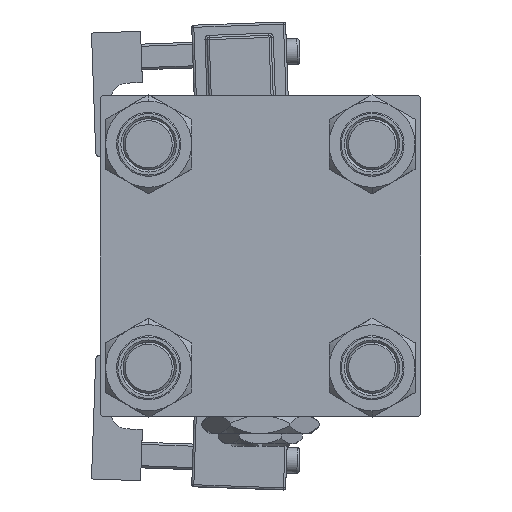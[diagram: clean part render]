
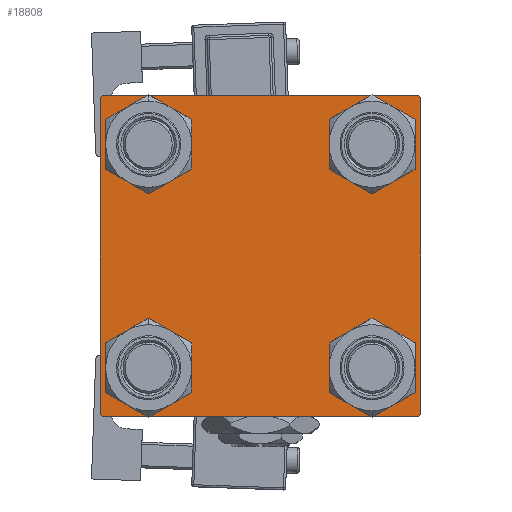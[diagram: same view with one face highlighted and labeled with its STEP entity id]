
A CAD part, left-side view. The second image highlights one B-rep face of the part: STEP entity #18808.
In plain terms, the highlighted planar face has unit normal (-1, 0, 0).
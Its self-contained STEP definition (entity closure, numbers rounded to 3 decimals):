
#1468 = EDGE_CURVE ( 'NONE', #48640, #29220, #46262, .T. ) ;
#1722 = AXIS2_PLACEMENT_3D ( 'NONE', #37342, #41890, #7713 ) ;
#1827 = CARTESIAN_POINT ( 'NONE',  ( 0., 26.15, -26.15 ) ) ;
#2390 = DIRECTION ( 'NONE',  ( 0., 0., 1. ) ) ;
#2517 = EDGE_CURVE ( 'NONE', #34492, #12068, #3265, .T. ) ;
#3160 = DIRECTION ( 'NONE',  ( 0., -0.707, -0.707 ) ) ;
#3236 = ORIENTED_EDGE ( 'NONE', *, *, #52584, .F. ) ;
#3265 = LINE ( 'NONE', #15813, #5376 ) ;
#3922 = DIRECTION ( 'NONE',  ( 1., 0., 0. ) ) ;
#4253 = CARTESIAN_POINT ( 'NONE',  ( 0., 37.5, 37.5 ) ) ;
#4454 = VERTEX_POINT ( 'NONE', #53282 ) ;
#4596 = DIRECTION ( 'NONE',  ( 0., -1., 0. ) ) ;
#4689 = VECTOR ( 'NONE', #4726, 1000. ) ;
#4726 = DIRECTION ( 'NONE',  ( 0., 0., -1. ) ) ;
#5376 = VECTOR ( 'NONE', #25467, 1000. ) ;
#6310 = ORIENTED_EDGE ( 'NONE', *, *, #31964, .T. ) ;
#6973 = ORIENTED_EDGE ( 'NONE', *, *, #15652, .T. ) ;
#7127 = VERTEX_POINT ( 'NONE', #51487 ) ;
#7398 = CARTESIAN_POINT ( 'NONE',  ( 0., -26.15, -26.15 ) ) ;
#7713 = DIRECTION ( 'NONE',  ( 0., 0., 1. ) ) ;
#7803 = CIRCLE ( 'NONE', #41442, 6.5 ) ;
#7939 = DIRECTION ( 'NONE',  ( 0., 0., 1. ) ) ;
#8550 = CARTESIAN_POINT ( 'NONE',  ( 0., 37., -37.5 ) ) ;
#9568 = DIRECTION ( 'NONE',  ( 1., 0., 0. ) ) ;
#9651 = EDGE_LOOP ( 'NONE', ( #17173, #41347 ) ) ;
#9680 = ORIENTED_EDGE ( 'NONE', *, *, #25831, .T. ) ;
#9764 = CARTESIAN_POINT ( 'NONE',  ( 0., 26.15, -32.65 ) ) ;
#9899 = VECTOR ( 'NONE', #3160, 1000. ) ;
#9918 = EDGE_CURVE ( 'NONE', #47247, #12068, #21819, .T. ) ;
#10019 = VECTOR ( 'NONE', #19287, 1000. ) ;
#10272 = DIRECTION ( 'NONE',  ( 0., 0., 1. ) ) ;
#10488 = CARTESIAN_POINT ( 'NONE',  ( 0., -37.5, 37. ) ) ;
#10816 = CARTESIAN_POINT ( 'NONE',  ( 0., -37., -37.5 ) ) ;
#11645 = FACE_BOUND ( 'NONE', #25035, .T. ) ;
#11966 = EDGE_CURVE ( 'NONE', #27102, #35198, #50369, .T. ) ;
#12068 = VERTEX_POINT ( 'NONE', #48829 ) ;
#12269 = CARTESIAN_POINT ( 'NONE',  ( 0., 26.15, 19.65 ) ) ;
#12971 = VERTEX_POINT ( 'NONE', #32622 ) ;
#13141 = LINE ( 'NONE', #51544, #46103 ) ;
#13220 = DIRECTION ( 'NONE',  ( 1., 0., 0. ) ) ;
#14057 = CARTESIAN_POINT ( 'NONE',  ( 0., 26.15, 26.15 ) ) ;
#14431 = EDGE_LOOP ( 'NONE', ( #29131, #9680, #18625, #32256, #43333, #51046, #3236, #6310 ) ) ;
#15154 = LINE ( 'NONE', #40753, #16343 ) ;
#15592 = LINE ( 'NONE', #53684, #10019 ) ;
#15649 = DIRECTION ( 'NONE',  ( -1., 0., 0. ) ) ;
#15652 = EDGE_CURVE ( 'NONE', #52336, #26594, #7803, .T. ) ;
#15813 = CARTESIAN_POINT ( 'NONE',  ( 0., -37.25, -37.25 ) ) ;
#16210 = CARTESIAN_POINT ( 'NONE',  ( 0., 26.15, 32.65 ) ) ;
#16343 = VECTOR ( 'NONE', #49841, 1000. ) ;
#16759 = FACE_BOUND ( 'NONE', #9651, .T. ) ;
#17021 = DIRECTION ( 'NONE',  ( 0., 0., 1. ) ) ;
#17173 = ORIENTED_EDGE ( 'NONE', *, *, #20006, .T. ) ;
#17404 = EDGE_LOOP ( 'NONE', ( #30788, #40765 ) ) ;
#17439 = EDGE_CURVE ( 'NONE', #52389, #38848, #44994, .T. ) ;
#17621 = CARTESIAN_POINT ( 'NONE',  ( 0., -26.15, 32.65 ) ) ;
#18062 = ORIENTED_EDGE ( 'NONE', *, *, #1468, .T. ) ;
#18151 = VECTOR ( 'NONE', #18466, 1000. ) ;
#18466 = DIRECTION ( 'NONE',  ( 0., 0., -1. ) ) ;
#18625 = ORIENTED_EDGE ( 'NONE', *, *, #46650, .T. ) ;
#18808 = ADVANCED_FACE ( 'NONE', ( #25299, #11645, #46630, #16759, #19905 ), #20463, .T. ) ;
#18872 = CARTESIAN_POINT ( 'NONE',  ( 0., -37., 37.5 ) ) ;
#19203 = DIRECTION ( 'NONE',  ( 1., 0., 0. ) ) ;
#19287 = DIRECTION ( 'NONE',  ( 0., 0.707, -0.707 ) ) ;
#19905 = FACE_OUTER_BOUND ( 'NONE', #14431, .T. ) ;
#20006 = EDGE_CURVE ( 'NONE', #38848, #52389, #40575, .T. ) ;
#20463 = PLANE ( 'NONE',  #31426 ) ;
#20789 = AXIS2_PLACEMENT_3D ( 'NONE', #1827, #19203, #2390 ) ;
#21479 = EDGE_CURVE ( 'NONE', #26594, #52336, #52396, .T. ) ;
#21819 = LINE ( 'NONE', #53051, #4689 ) ;
#21904 = LINE ( 'NONE', #4253, #18151 ) ;
#23374 = DIRECTION ( 'NONE',  ( 1., 0., 0. ) ) ;
#24149 = AXIS2_PLACEMENT_3D ( 'NONE', #14057, #13220, #31412 ) ;
#24932 = DIRECTION ( 'NONE',  ( 0., 0., 1. ) ) ;
#25019 = CARTESIAN_POINT ( 'NONE',  ( 0., 0., 0. ) ) ;
#25035 = EDGE_LOOP ( 'NONE', ( #43317, #6973 ) ) ;
#25299 = FACE_BOUND ( 'NONE', #29073, .T. ) ;
#25395 = CIRCLE ( 'NONE', #1722, 6.5 ) ;
#25400 = AXIS2_PLACEMENT_3D ( 'NONE', #42909, #3922, #38630 ) ;
#25467 = DIRECTION ( 'NONE',  ( 0., -0.707, 0.707 ) ) ;
#25831 = EDGE_CURVE ( 'NONE', #4454, #38463, #55490, .T. ) ;
#26594 = VERTEX_POINT ( 'NONE', #51930 ) ;
#27102 = VERTEX_POINT ( 'NONE', #36504 ) ;
#27151 = EDGE_CURVE ( 'NONE', #47247, #32628, #15154, .T. ) ;
#28228 = CARTESIAN_POINT ( 'NONE',  ( 0., -26.15, 19.65 ) ) ;
#28792 = CARTESIAN_POINT ( 'NONE',  ( 0., -26.15, -32.65 ) ) ;
#28933 = DIRECTION ( 'NONE',  ( 0., -1., 0. ) ) ;
#29023 = DIRECTION ( 'NONE',  ( 1., 0., 0. ) ) ;
#29073 = EDGE_LOOP ( 'NONE', ( #36786, #18062 ) ) ;
#29131 = ORIENTED_EDGE ( 'NONE', *, *, #30037, .T. ) ;
#29220 = VERTEX_POINT ( 'NONE', #17621 ) ;
#30037 = EDGE_CURVE ( 'NONE', #12971, #4454, #21904, .T. ) ;
#30788 = ORIENTED_EDGE ( 'NONE', *, *, #11966, .T. ) ;
#31412 = DIRECTION ( 'NONE',  ( 0., 0., 1. ) ) ;
#31426 = AXIS2_PLACEMENT_3D ( 'NONE', #25019, #15649, #50609 ) ;
#31964 = EDGE_CURVE ( 'NONE', #7127, #12971, #15592, .T. ) ;
#32256 = ORIENTED_EDGE ( 'NONE', *, *, #2517, .T. ) ;
#32622 = CARTESIAN_POINT ( 'NONE',  ( 0., 37.5, 37. ) ) ;
#32628 = VERTEX_POINT ( 'NONE', #18872 ) ;
#34492 = VERTEX_POINT ( 'NONE', #10816 ) ;
#35198 = VERTEX_POINT ( 'NONE', #9764 ) ;
#36504 = CARTESIAN_POINT ( 'NONE',  ( 0., 26.15, -19.65 ) ) ;
#36786 = ORIENTED_EDGE ( 'NONE', *, *, #52383, .T. ) ;
#37342 = CARTESIAN_POINT ( 'NONE',  ( 0., -26.15, 26.15 ) ) ;
#38463 = VERTEX_POINT ( 'NONE', #8550 ) ;
#38556 = AXIS2_PLACEMENT_3D ( 'NONE', #56246, #52521, #17021 ) ;
#38630 = DIRECTION ( 'NONE',  ( 0., 0., 1. ) ) ;
#38848 = VERTEX_POINT ( 'NONE', #16210 ) ;
#40575 = CIRCLE ( 'NONE', #44171, 6.5 ) ;
#40753 = CARTESIAN_POINT ( 'NONE',  ( 0., -37.25, 37.25 ) ) ;
#40765 = ORIENTED_EDGE ( 'NONE', *, *, #51969, .T. ) ;
#41280 = CARTESIAN_POINT ( 'NONE',  ( 0., 26.15, 26.15 ) ) ;
#41347 = ORIENTED_EDGE ( 'NONE', *, *, #17439, .T. ) ;
#41442 = AXIS2_PLACEMENT_3D ( 'NONE', #7398, #29023, #7939 ) ;
#41744 = CARTESIAN_POINT ( 'NONE',  ( 0., 37.5, 37.5 ) ) ;
#41890 = DIRECTION ( 'NONE',  ( 1., 0., 0. ) ) ;
#42909 = CARTESIAN_POINT ( 'NONE',  ( 0., -26.15, 26.15 ) ) ;
#43317 = ORIENTED_EDGE ( 'NONE', *, *, #21479, .T. ) ;
#43333 = ORIENTED_EDGE ( 'NONE', *, *, #9918, .F. ) ;
#44171 = AXIS2_PLACEMENT_3D ( 'NONE', #41280, #23374, #10272 ) ;
#44254 = AXIS2_PLACEMENT_3D ( 'NONE', #48536, #9568, #24932 ) ;
#44400 = CIRCLE ( 'NONE', #20789, 6.5 ) ;
#44994 = CIRCLE ( 'NONE', #24149, 6.5 ) ;
#46103 = VECTOR ( 'NONE', #4596, 1000. ) ;
#46262 = CIRCLE ( 'NONE', #25400, 6.5 ) ;
#46630 = FACE_BOUND ( 'NONE', #17404, .T. ) ;
#46650 = EDGE_CURVE ( 'NONE', #38463, #34492, #13141, .T. ) ;
#46690 = CARTESIAN_POINT ( 'NONE',  ( 0., 37.25, -37.25 ) ) ;
#47247 = VERTEX_POINT ( 'NONE', #10488 ) ;
#48536 = CARTESIAN_POINT ( 'NONE',  ( 0., -26.15, -26.15 ) ) ;
#48640 = VERTEX_POINT ( 'NONE', #28228 ) ;
#48829 = CARTESIAN_POINT ( 'NONE',  ( 0., -37.5, -37. ) ) ;
#49841 = DIRECTION ( 'NONE',  ( 0., 0.707, 0.707 ) ) ;
#50369 = CIRCLE ( 'NONE', #38556, 6.5 ) ;
#50609 = DIRECTION ( 'NONE',  ( 0., 0., 1. ) ) ;
#51046 = ORIENTED_EDGE ( 'NONE', *, *, #27151, .T. ) ;
#51487 = CARTESIAN_POINT ( 'NONE',  ( 0., 37., 37.5 ) ) ;
#51544 = CARTESIAN_POINT ( 'NONE',  ( 0., 37.5, -37.5 ) ) ;
#51930 = CARTESIAN_POINT ( 'NONE',  ( 0., -26.15, -19.65 ) ) ;
#51969 = EDGE_CURVE ( 'NONE', #35198, #27102, #44400, .T. ) ;
#52336 = VERTEX_POINT ( 'NONE', #28792 ) ;
#52383 = EDGE_CURVE ( 'NONE', #29220, #48640, #25395, .T. ) ;
#52389 = VERTEX_POINT ( 'NONE', #12269 ) ;
#52396 = CIRCLE ( 'NONE', #44254, 6.5 ) ;
#52521 = DIRECTION ( 'NONE',  ( 1., 0., 0. ) ) ;
#52584 = EDGE_CURVE ( 'NONE', #7127, #32628, #53954, .T. ) ;
#53051 = CARTESIAN_POINT ( 'NONE',  ( 0., -37.5, 37.5 ) ) ;
#53282 = CARTESIAN_POINT ( 'NONE',  ( 0., 37.5, -37. ) ) ;
#53487 = VECTOR ( 'NONE', #28933, 1000. ) ;
#53684 = CARTESIAN_POINT ( 'NONE',  ( 0., 37.25, 37.25 ) ) ;
#53954 = LINE ( 'NONE', #41744, #53487 ) ;
#55490 = LINE ( 'NONE', #46690, #9899 ) ;
#56246 = CARTESIAN_POINT ( 'NONE',  ( 0., 26.15, -26.15 ) ) ;
